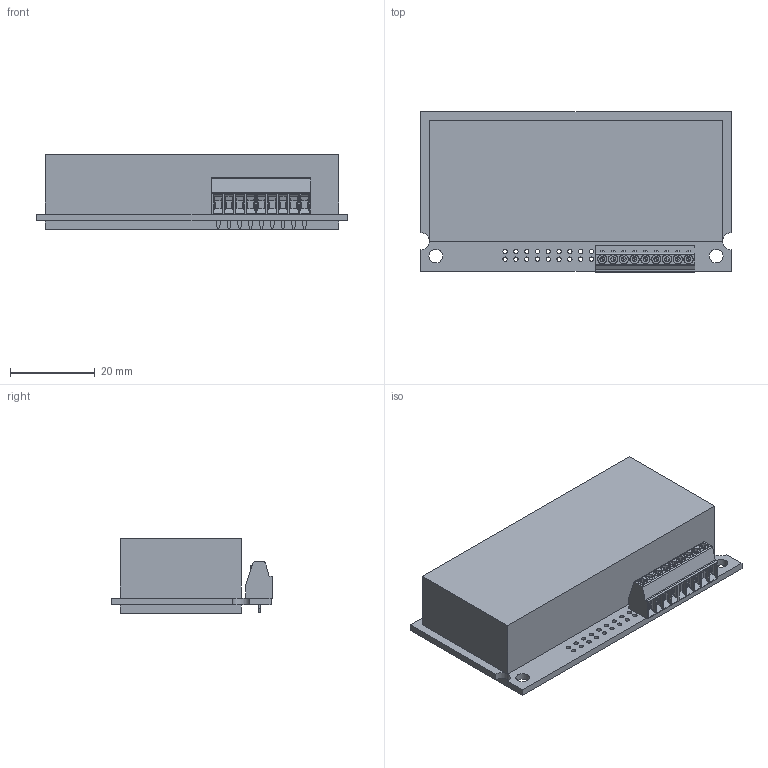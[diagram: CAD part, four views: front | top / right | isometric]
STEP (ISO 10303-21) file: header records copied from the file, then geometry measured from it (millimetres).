
FILE_DESCRIPTION(/* description */ ('Alibre Inc.'),/* implementation_level */ '2;1');
FILE_NAME(/* name */ 'export-B5CAE0BB-9629-481B-A94E-7980E43F5BCE',/* time_stamp */ '2019-01-21T09:10:09+01:00',/* author */ (''),/* organization */ (''),/* preprocessor_version */ 'ST-DEVELOPER v17',/* originating_system */ 'Alibre',/* authorisation */ '');
FILE_SCHEMA (('AUTOMOTIVE_DESIGN'));
Length unit declared in the file: centimetre
Products named in the file (5): ID_1
Bounding box: 73 x 37.81 x 17.6 mm (x, y, z)
Volume: 36685.6 mm3; surface area: 18025.5 mm2
Topology: 4 solids, 4 shells, 588 faces, 1422 edges, 891 vertices
Faces by surface type: plane 406, cylinder 164, sphere 18
Full cylindrical faces by diameter (mm): 1.016 x36, 3.2 x2
Entity records: 15905 total; most frequent: CARTESIAN_POINT 3162, ORIENTED_EDGE 2768, DIRECTION 2165, EDGE_CURVE 1384, VERTEX_POINT 891, VECTOR 840, LINE 840, AXIS2_PLACEMENT_3D 819
